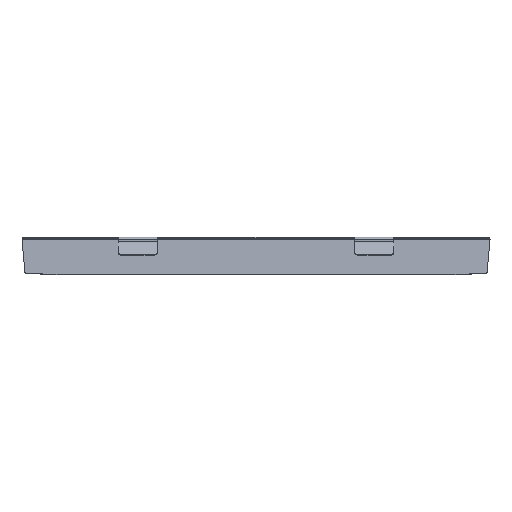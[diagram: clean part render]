
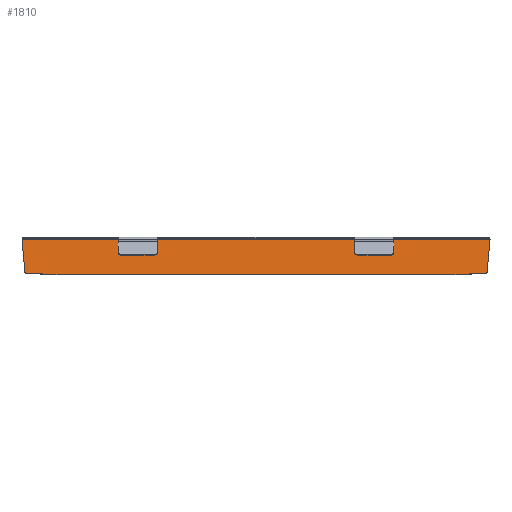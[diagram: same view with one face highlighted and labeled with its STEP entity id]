
A CAD part, front view. The second image highlights one B-rep face of the part: STEP entity #1810.
In plain terms, the highlighted planar face has unit normal (0, -0.996, 0.087).
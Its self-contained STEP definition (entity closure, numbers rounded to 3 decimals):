
#24 = EDGE_CURVE ( 'NONE', #2616, #2576, #2235, .T. ) ;
#40 = VECTOR ( 'NONE', #2335, 1000. ) ;
#60 = CARTESIAN_POINT ( 'NONE',  ( -299.035, 12.425, -47.722 ) ) ;
#82 = CARTESIAN_POINT ( 'NONE',  ( 243.339, 12.734, -44.187 ) ) ;
#89 = DIRECTION ( 'NONE',  ( 1., 0., 0. ) ) ;
#135 = VERTEX_POINT ( 'NONE', #602 ) ;
#157 = ORIENTED_EDGE ( 'NONE', *, *, #1179, .T. ) ;
#206 = CARTESIAN_POINT ( 'NONE',  ( -343.409, 12.56, -46.179 ) ) ;
#218 = EDGE_CURVE ( 'NONE', #1608, #2616, #2794, .T. ) ;
#221 = AXIS2_PLACEMENT_3D ( 'NONE', #2705, #1341, #278 ) ;
#229 = FACE_OUTER_BOUND ( 'NONE', #695, .T. ) ;
#235 = EDGE_CURVE ( 'NONE', #1608, #645, #733, .T. ) ;
#254 = LINE ( 'NONE', #1653, #40 ) ;
#278 = DIRECTION ( 'NONE',  ( 0., -0.087, -0.996 ) ) ;
#314 = CARTESIAN_POINT ( 'NONE',  ( 198.965, 12.425, -47.723 ) ) ;
#337 = DIRECTION ( 'NONE',  ( 0.087, -0.087, -0.992 ) ) ;
#400 = CARTESIAN_POINT ( 'NONE',  ( -349., 16.374, -2.587 ) ) ;
#417 = DIRECTION ( 'NONE',  ( -0.087, -0.087, -0.992 ) ) ;
#474 = PLANE ( 'NONE',  #2449 ) ;
#508 = DIRECTION ( 'NONE',  ( 0., -0.087, -0.996 ) ) ;
#602 = CARTESIAN_POINT ( 'NONE',  ( 199.035, 12.425, -47.722 ) ) ;
#645 = VERTEX_POINT ( 'NONE', #2217 ) ;
#695 = EDGE_LOOP ( 'NONE', ( #2341, #1117, #1572, #157, #2690, #1532, #1648, #2740, #2272, #1092 ) ) ;
#733 = LINE ( 'NONE', #754, #2134 ) ;
#754 = CARTESIAN_POINT ( 'NONE',  ( -349., 16.374, -2.587 ) ) ;
#781 = VERTEX_POINT ( 'NONE', #1785 ) ;
#966 = VECTOR ( 'NONE', #337, 1000. ) ;
#990 = EDGE_CURVE ( 'NONE', #2853, #781, #254, .T. ) ;
#1092 = ORIENTED_EDGE ( 'NONE', *, *, #235, .F. ) ;
#1117 = ORIENTED_EDGE ( 'NONE', *, *, #24, .T. ) ;
#1138 = CARTESIAN_POINT ( 'NONE',  ( 243.409, 12.56, -46.179 ) ) ;
#1179 = EDGE_CURVE ( 'NONE', #1851, #781, #2347, .T. ) ;
#1217 = VECTOR ( 'NONE', #417, 1000. ) ;
#1226 = EDGE_CURVE ( 'NONE', #2853, #135, #1571, .T. ) ;
#1334 = DIRECTION ( 'NONE',  ( 0., -0.087, -0.996 ) ) ;
#1341 = DIRECTION ( 'NONE',  ( 0., -0.996, 0.087 ) ) ;
#1343 = DIRECTION ( 'NONE',  ( -0.999, -0.003, -0.035 ) ) ;
#1472 = AXIS2_PLACEMENT_3D ( 'NONE', #2323, #2068, #1859 ) ;
#1493 = CARTESIAN_POINT ( 'NONE',  ( 247.217, 14.597, -22.893 ) ) ;
#1495 = AXIS2_PLACEMENT_3D ( 'NONE', #82, #2056, #2285 ) ;
#1532 = ORIENTED_EDGE ( 'NONE', *, *, #1226, .T. ) ;
#1558 = CARTESIAN_POINT ( 'NONE',  ( -298.965, 12.599, -45.731 ) ) ;
#1571 = CIRCLE ( 'NONE', #221, 2. ) ;
#1572 = ORIENTED_EDGE ( 'NONE', *, *, #2759, .T. ) ;
#1573 = DIRECTION ( 'NONE',  ( 0.999, -0.003, -0.035 ) ) ;
#1575 = CARTESIAN_POINT ( 'NONE',  ( 245.331, 12.719, -44.361 ) ) ;
#1586 = VECTOR ( 'NONE', #1573, 1000. ) ;
#1608 = VERTEX_POINT ( 'NONE', #400 ) ;
#1648 = ORIENTED_EDGE ( 'NONE', *, *, #1823, .F. ) ;
#1653 = CARTESIAN_POINT ( 'NONE',  ( -349., 12.425, -47.723 ) ) ;
#1785 = CARTESIAN_POINT ( 'NONE',  ( -298.965, 12.425, -47.723 ) ) ;
#1791 = CARTESIAN_POINT ( 'NONE',  ( -1.988, 11.521, -58.056 ) ) ;
#1810 = ADVANCED_FACE ( 'NONE', ( #229 ), #474, .T. ) ;
#1823 = EDGE_CURVE ( 'NONE', #1850, #135, #2148, .T. ) ;
#1850 = VERTEX_POINT ( 'NONE', #1138 ) ;
#1851 = VERTEX_POINT ( 'NONE', #60 ) ;
#1859 = DIRECTION ( 'NONE',  ( 0., -0.087, -0.996 ) ) ;
#1971 = VERTEX_POINT ( 'NONE', #1575 ) ;
#2003 = DIRECTION ( 'NONE',  ( 0., -0.996, 0.087 ) ) ;
#2056 = DIRECTION ( 'NONE',  ( 0., -0.996, 0.087 ) ) ;
#2068 = DIRECTION ( 'NONE',  ( 0., -0.996, 0.087 ) ) ;
#2072 = CARTESIAN_POINT ( 'NONE',  ( -346.457, 13.84, -31.542 ) ) ;
#2117 = LINE ( 'NONE', #1791, #1586 ) ;
#2134 = VECTOR ( 'NONE', #89, 1000. ) ;
#2148 = LINE ( 'NONE', #2674, #2665 ) ;
#2194 = EDGE_CURVE ( 'NONE', #645, #1971, #2362, .T. ) ;
#2217 = CARTESIAN_POINT ( 'NONE',  ( 249., 16.374, -2.587 ) ) ;
#2219 = CIRCLE ( 'NONE', #1495, 2. ) ;
#2228 = CARTESIAN_POINT ( 'NONE',  ( 0., 16.482, -1.347 ) ) ;
#2235 = CIRCLE ( 'NONE', #1472, 2. ) ;
#2272 = ORIENTED_EDGE ( 'NONE', *, *, #2194, .F. ) ;
#2281 = AXIS2_PLACEMENT_3D ( 'NONE', #1558, #2003, #508 ) ;
#2285 = DIRECTION ( 'NONE',  ( 0., -0.087, -0.996 ) ) ;
#2323 = CARTESIAN_POINT ( 'NONE',  ( -343.339, 12.734, -44.187 ) ) ;
#2335 = DIRECTION ( 'NONE',  ( -1., 0., 0. ) ) ;
#2341 = ORIENTED_EDGE ( 'NONE', *, *, #218, .T. ) ;
#2347 = CIRCLE ( 'NONE', #2281, 2. ) ;
#2362 = LINE ( 'NONE', #1493, #1217 ) ;
#2422 = CARTESIAN_POINT ( 'NONE',  ( -345.331, 12.719, -44.361 ) ) ;
#2447 = DIRECTION ( 'NONE',  ( 0., -0.996, 0.087 ) ) ;
#2449 = AXIS2_PLACEMENT_3D ( 'NONE', #2228, #2447, #1334 ) ;
#2576 = VERTEX_POINT ( 'NONE', #206 ) ;
#2616 = VERTEX_POINT ( 'NONE', #2422 ) ;
#2665 = VECTOR ( 'NONE', #1343, 1000. ) ;
#2674 = CARTESIAN_POINT ( 'NONE',  ( 1.866, 11.825, -54.581 ) ) ;
#2690 = ORIENTED_EDGE ( 'NONE', *, *, #990, .F. ) ;
#2705 = CARTESIAN_POINT ( 'NONE',  ( 198.965, 12.599, -45.731 ) ) ;
#2740 = ORIENTED_EDGE ( 'NONE', *, *, #2854, .T. ) ;
#2759 = EDGE_CURVE ( 'NONE', #2576, #1851, #2117, .T. ) ;
#2794 = LINE ( 'NONE', #2072, #966 ) ;
#2853 = VERTEX_POINT ( 'NONE', #314 ) ;
#2854 = EDGE_CURVE ( 'NONE', #1850, #1971, #2219, .T. ) ;
